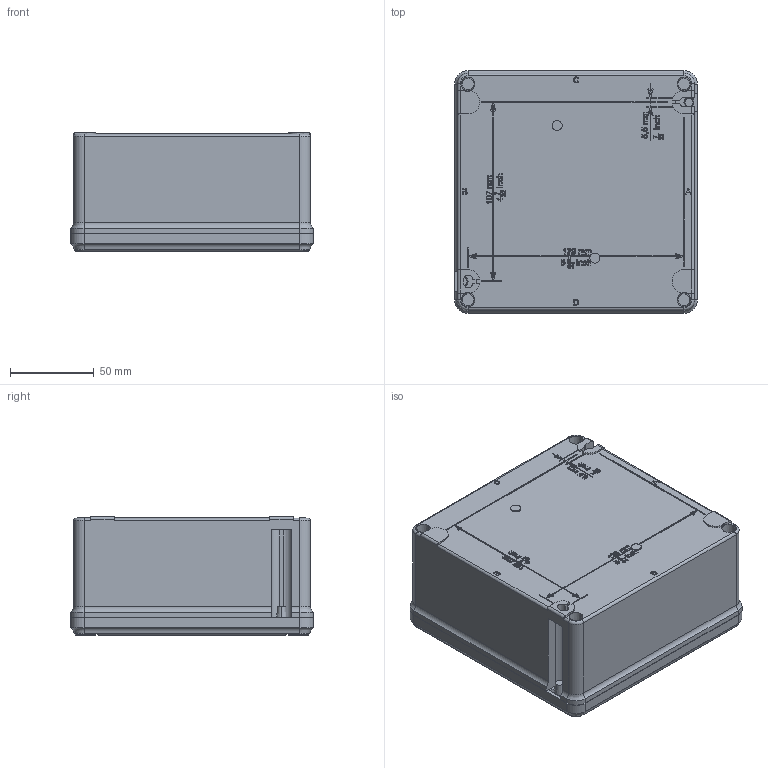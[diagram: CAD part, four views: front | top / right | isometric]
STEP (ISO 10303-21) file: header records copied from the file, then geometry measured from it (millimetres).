
FILE_DESCRIPTION (( 'STEP AP203' ), '1' );
FILE_NAME ('8118-_3_.STEP', '2015-01-23T08:11:22', ( '' ), ( '' ), 'SwSTEP 2.0', 'SolidWorks 2015', '' );
FILE_SCHEMA (( 'CONFIG_CONTROL_DESIGN' ));
Length unit declared in the file: millimetre
Products named in the file (4): 81_189_63_04_0; 509_626_0; 8118-_3_; 81_189_03_05_0_ohne Text
Assembly tree (6 placements, depth 2):
  8118-_3_
    81_189_63_04_0
    81_189_03_05_0_ohne Text
    509_626_0  x4
Bounding box: 145 x 145 x 71 mm (x, y, z)
Volume: 295188 mm3; surface area: 178656.3 mm2
Topology: 6 solids, 6 shells, 2127 faces, 5545 edges, 3598 vertices
Faces by surface type: plane 1080, cylinder 423, bspline 416, cone 136, torus 64, sphere 8
Entity records: 86067 total; most frequent: CARTESIAN_POINT 39190, ORIENTED_EDGE 10586, DIRECTION 7895, EDGE_CURVE 5293, VERTEX_POINT 3442, LINE 3321, VECTOR 3321, AXIS2_PLACEMENT_3D 2287
